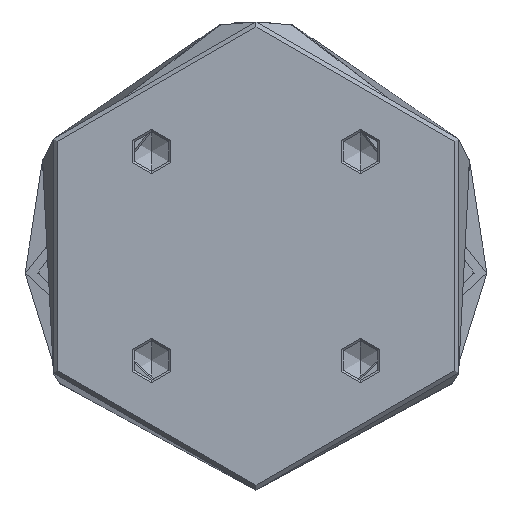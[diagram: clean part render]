
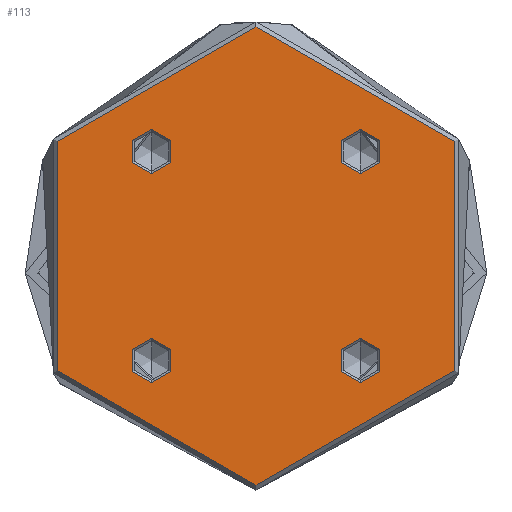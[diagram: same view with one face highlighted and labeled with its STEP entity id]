
A CAD part, front view. The second image highlights one B-rep face of the part: STEP entity #113.
In plain terms, the highlighted face is planar.
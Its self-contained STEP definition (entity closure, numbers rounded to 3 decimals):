
#14 = AXIS2_PLACEMENT_3D ( 'NONE', #5035, #1144, #5653 ) ;
#113 = ADVANCED_FACE ( 'NONE', ( #5160, #1748, #3453, #8153, #6543 ), #3513, .F. ) ;
#115 = CARTESIAN_POINT ( 'NONE',  ( 25.713, -21.213, 0. ) ) ;
#191 = ORIENTED_EDGE ( 'NONE', *, *, #3420, .F. ) ;
#270 = VERTEX_POINT ( 'NONE', #4802 ) ;
#319 = CARTESIAN_POINT ( 'NONE',  ( -25.713, 21.213, 0. ) ) ;
#452 = DIRECTION ( 'NONE',  ( -1., 0., 0. ) ) ;
#505 = ORIENTED_EDGE ( 'NONE', *, *, #2393, .T. ) ;
#507 = VERTEX_POINT ( 'NONE', #115 ) ;
#551 = DIRECTION ( 'NONE',  ( 1., 0., 0. ) ) ;
#753 = CARTESIAN_POINT ( 'NONE',  ( 21.213, 21.213, 0. ) ) ;
#860 = CARTESIAN_POINT ( 'NONE',  ( -21.213, 21.213, 0. ) ) ;
#1045 = CARTESIAN_POINT ( 'NONE',  ( 16.713, -21.213, 0. ) ) ;
#1054 = VERTEX_POINT ( 'NONE', #5972 ) ;
#1070 = DIRECTION ( 'NONE',  ( 0., 0., -1. ) ) ;
#1080 = DIRECTION ( 'NONE',  ( 0., 0., 1. ) ) ;
#1144 = DIRECTION ( 'NONE',  ( 0., 0., 1. ) ) ;
#1209 = AXIS2_PLACEMENT_3D ( 'NONE', #2659, #2012, #1940 ) ;
#1420 = DIRECTION ( 'NONE',  ( 1., 0., 0. ) ) ;
#1532 = DIRECTION ( 'NONE',  ( -1., 0., 0. ) ) ;
#1714 = ORIENTED_EDGE ( 'NONE', *, *, #1905, .F. ) ;
#1743 = DIRECTION ( 'NONE',  ( 1., 0., 0. ) ) ;
#1748 = FACE_BOUND ( 'NONE', #4407, .T. ) ;
#1755 = DIRECTION ( 'NONE',  ( 0., 0., 1. ) ) ;
#1756 = VERTEX_POINT ( 'NONE', #4703 ) ;
#1777 = CARTESIAN_POINT ( 'NONE',  ( 21.213, 21.213, 0. ) ) ;
#1782 = AXIS2_PLACEMENT_3D ( 'NONE', #860, #5396, #1532 ) ;
#1905 = EDGE_CURVE ( 'NONE', #5741, #1756, #5830, .T. ) ;
#1940 = DIRECTION ( 'NONE',  ( 1., 0., 0. ) ) ;
#2012 = DIRECTION ( 'NONE',  ( 0., 0., 1. ) ) ;
#2062 = AXIS2_PLACEMENT_3D ( 'NONE', #2154, #6522, #2814 ) ;
#2154 = CARTESIAN_POINT ( 'NONE',  ( -21.213, 21.213, 0. ) ) ;
#2319 = CARTESIAN_POINT ( 'NONE',  ( -25.713, -21.213, 0. ) ) ;
#2393 = EDGE_CURVE ( 'NONE', #1054, #2620, #6609, .T. ) ;
#2436 = ORIENTED_EDGE ( 'NONE', *, *, #6817, .T. ) ;
#2562 = CARTESIAN_POINT ( 'NONE',  ( 25.713, 21.213, 0. ) ) ;
#2620 = VERTEX_POINT ( 'NONE', #3991 ) ;
#2659 = CARTESIAN_POINT ( 'NONE',  ( 0., 0., 0. ) ) ;
#2763 = EDGE_CURVE ( 'NONE', #5332, #6195, #7083, .T. ) ;
#2814 = DIRECTION ( 'NONE',  ( -1., 0., 0. ) ) ;
#2828 = ORIENTED_EDGE ( 'NONE', *, *, #5245, .T. ) ;
#2999 = ORIENTED_EDGE ( 'NONE', *, *, #3509, .T. ) ;
#3019 = CARTESIAN_POINT ( 'NONE',  ( 16.713, 21.213, 0. ) ) ;
#3158 = DIRECTION ( 'NONE',  ( 0., 0., -1. ) ) ;
#3307 = CARTESIAN_POINT ( 'NONE',  ( 0., 0., 0. ) ) ;
#3310 = EDGE_CURVE ( 'NONE', #8063, #507, #7557, .T. ) ;
#3420 = EDGE_CURVE ( 'NONE', #6195, #5332, #5026, .T. ) ;
#3453 = FACE_BOUND ( 'NONE', #7672, .T. ) ;
#3509 = EDGE_CURVE ( 'NONE', #2620, #1054, #4136, .T. ) ;
#3513 = PLANE ( 'NONE',  #5933 ) ;
#3773 = EDGE_CURVE ( 'NONE', #1756, #5741, #6967, .T. ) ;
#3855 = ORIENTED_EDGE ( 'NONE', *, *, #5126, .T. ) ;
#3888 = CIRCLE ( 'NONE', #1782, 4.5 ) ;
#3981 = CIRCLE ( 'NONE', #8021, 4.5 ) ;
#3991 = CARTESIAN_POINT ( 'NONE',  ( 46.5, 0., 0. ) ) ;
#4136 = CIRCLE ( 'NONE', #7398, 46.5 ) ;
#4141 = AXIS2_PLACEMENT_3D ( 'NONE', #753, #5298, #1420 ) ;
#4218 = CIRCLE ( 'NONE', #2062, 4.5 ) ;
#4407 = EDGE_LOOP ( 'NONE', ( #3855, #2436 ) ) ;
#4450 = ORIENTED_EDGE ( 'NONE', *, *, #3773, .F. ) ;
#4489 = DIRECTION ( 'NONE',  ( 0., 0., -1. ) ) ;
#4703 = CARTESIAN_POINT ( 'NONE',  ( -16.713, -21.213, 0. ) ) ;
#4802 = CARTESIAN_POINT ( 'NONE',  ( -16.713, 21.213, 0. ) ) ;
#4967 = CARTESIAN_POINT ( 'NONE',  ( 21.213, -21.213, 0. ) ) ;
#4972 = CARTESIAN_POINT ( 'NONE',  ( 0., 0., 0. ) ) ;
#5026 = CIRCLE ( 'NONE', #4141, 4.5 ) ;
#5035 = CARTESIAN_POINT ( 'NONE',  ( -21.213, -21.213, 0. ) ) ;
#5126 = EDGE_CURVE ( 'NONE', #5724, #270, #3888, .T. ) ;
#5148 = DIRECTION ( 'NONE',  ( 0., 0., 1. ) ) ;
#5160 = FACE_BOUND ( 'NONE', #6445, .T. ) ;
#5245 = EDGE_CURVE ( 'NONE', #507, #8063, #3981, .T. ) ;
#5271 = AXIS2_PLACEMENT_3D ( 'NONE', #6614, #5148, #6775 ) ;
#5298 = DIRECTION ( 'NONE',  ( 0., 0., 1. ) ) ;
#5332 = VERTEX_POINT ( 'NONE', #2562 ) ;
#5396 = DIRECTION ( 'NONE',  ( 0., 0., -1. ) ) ;
#5443 = AXIS2_PLACEMENT_3D ( 'NONE', #1777, #1755, #1743 ) ;
#5591 = DIRECTION ( 'NONE',  ( 1., 0., 0. ) ) ;
#5594 = DIRECTION ( 'NONE',  ( 1., 0., 0. ) ) ;
#5653 = DIRECTION ( 'NONE',  ( -1., 0., 0. ) ) ;
#5724 = VERTEX_POINT ( 'NONE', #319 ) ;
#5741 = VERTEX_POINT ( 'NONE', #2319 ) ;
#5830 = CIRCLE ( 'NONE', #5271, 4.5 ) ;
#5933 = AXIS2_PLACEMENT_3D ( 'NONE', #3307, #3158, #452 ) ;
#5972 = CARTESIAN_POINT ( 'NONE',  ( -46.5, 0., 0. ) ) ;
#6195 = VERTEX_POINT ( 'NONE', #3019 ) ;
#6445 = EDGE_LOOP ( 'NONE', ( #1714, #4450 ) ) ;
#6522 = DIRECTION ( 'NONE',  ( 0., 0., -1. ) ) ;
#6543 = FACE_OUTER_BOUND ( 'NONE', #7074, .T. ) ;
#6609 = CIRCLE ( 'NONE', #1209, 46.5 ) ;
#6614 = CARTESIAN_POINT ( 'NONE',  ( -21.213, -21.213, 0. ) ) ;
#6775 = DIRECTION ( 'NONE',  ( -1., 0., 0. ) ) ;
#6817 = EDGE_CURVE ( 'NONE', #270, #5724, #4218, .T. ) ;
#6818 = EDGE_LOOP ( 'NONE', ( #7078, #191 ) ) ;
#6895 = ORIENTED_EDGE ( 'NONE', *, *, #3310, .T. ) ;
#6967 = CIRCLE ( 'NONE', #14, 4.5 ) ;
#7074 = EDGE_LOOP ( 'NONE', ( #505, #2999 ) ) ;
#7078 = ORIENTED_EDGE ( 'NONE', *, *, #2763, .F. ) ;
#7083 = CIRCLE ( 'NONE', #5443, 4.5 ) ;
#7398 = AXIS2_PLACEMENT_3D ( 'NONE', #4972, #1080, #5594 ) ;
#7557 = CIRCLE ( 'NONE', #7812, 4.5 ) ;
#7672 = EDGE_LOOP ( 'NONE', ( #2828, #6895 ) ) ;
#7812 = AXIS2_PLACEMENT_3D ( 'NONE', #8096, #4489, #551 ) ;
#8021 = AXIS2_PLACEMENT_3D ( 'NONE', #4967, #1070, #5591 ) ;
#8063 = VERTEX_POINT ( 'NONE', #1045 ) ;
#8096 = CARTESIAN_POINT ( 'NONE',  ( 21.213, -21.213, 0. ) ) ;
#8153 = FACE_BOUND ( 'NONE', #6818, .T. ) ;
